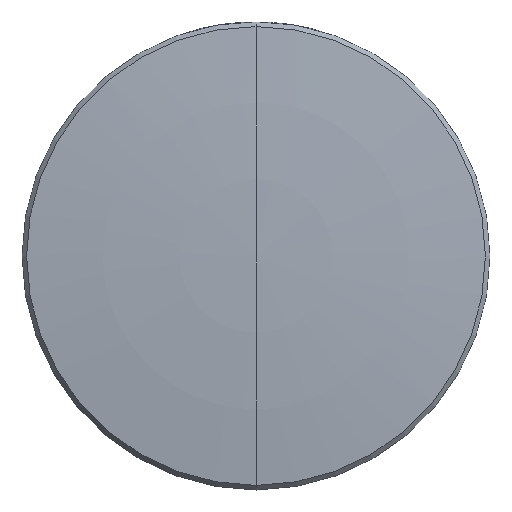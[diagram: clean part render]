
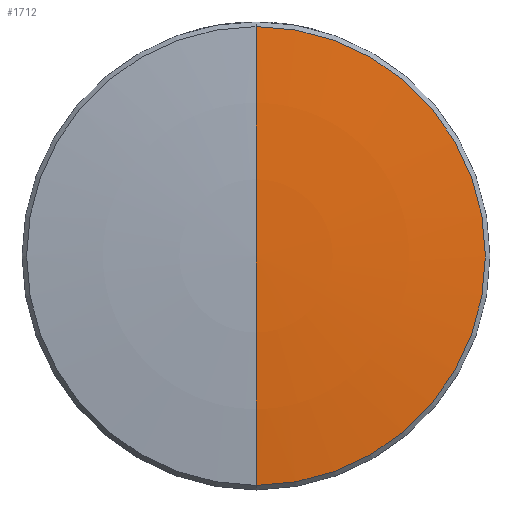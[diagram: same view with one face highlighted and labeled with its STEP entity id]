
A CAD part, top view. The second image highlights one B-rep face of the part: STEP entity #1712.
In plain terms, the highlighted toroidal (fillet/blend) face has major radius 0.03 mm and minor radius 115.02 mm.
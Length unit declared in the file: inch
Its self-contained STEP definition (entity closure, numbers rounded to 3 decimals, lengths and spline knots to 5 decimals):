
#35 = FACE_OUTER_BOUND ( 'NONE', #748, .T. ) ;
#248 = DIRECTION ( 'NONE',  ( 0., 0., 1. ) ) ;
#339 = CARTESIAN_POINT ( 'NONE',  ( 0., 0., -4.42205 ) ) ;
#349 = VERTEX_POINT ( 'NONE', #1723 ) ;
#397 = CIRCLE ( 'NONE', #2138, 0.49023 ) ;
#597 = ORIENTED_EDGE ( 'NONE', *, *, #1810, .F. ) ;
#599 = CARTESIAN_POINT ( 'NONE',  ( 0., 0., 0.07981 ) ) ;
#607 = AXIS2_PLACEMENT_3D ( 'NONE', #339, #2079, #874 ) ;
#685 = ORIENTED_EDGE ( 'NONE', *, *, #1840, .T. ) ;
#748 = EDGE_LOOP ( 'NONE', ( #597, #685, #866 ) ) ;
#866 = ORIENTED_EDGE ( 'NONE', *, *, #1055, .T. ) ;
#874 = DIRECTION ( 'NONE',  ( 0., 1., 0. ) ) ;
#879 = CARTESIAN_POINT ( 'NONE',  ( 0., 0., 0.1063 ) ) ;
#931 = AXIS2_PLACEMENT_3D ( 'NONE', #1095, #1802, #1294 ) ;
#953 = DIRECTION ( 'NONE',  ( 0., 0., 1. ) ) ;
#965 = DIRECTION ( 'NONE',  ( 0., 1., 0. ) ) ;
#1055 = EDGE_CURVE ( 'NONE', #349, #1636, #397, .T. ) ;
#1095 = CARTESIAN_POINT ( 'NONE',  ( 0., -0.00117, -4.42205 ) ) ;
#1188 = CARTESIAN_POINT ( 'NONE',  ( 0., 0.49023, 0.07981 ) ) ;
#1278 = CARTESIAN_POINT ( 'NONE',  ( 0., 0.00117, -4.42205 ) ) ;
#1294 = DIRECTION ( 'NONE',  ( 0., 1., 0. ) ) ;
#1414 = CIRCLE ( 'NONE', #2264, 4.52835 ) ;
#1636 = VERTEX_POINT ( 'NONE', #1188 ) ;
#1712 = ADVANCED_FACE ( 'NONE', ( #35 ), #2227, .T. ) ;
#1723 = CARTESIAN_POINT ( 'NONE',  ( 0., -0.49023, 0.07981 ) ) ;
#1802 = DIRECTION ( 'NONE',  ( 1., 0., 0. ) ) ;
#1810 = EDGE_CURVE ( 'NONE', #2128, #1636, #1414, .T. ) ;
#1840 = EDGE_CURVE ( 'NONE', #2128, #349, #2088, .T. ) ;
#1964 = DIRECTION ( 'NONE',  ( -1., 0., 0. ) ) ;
#2079 = DIRECTION ( 'NONE',  ( 0., 0., -1. ) ) ;
#2088 = CIRCLE ( 'NONE', #931, 4.52835 ) ;
#2128 = VERTEX_POINT ( 'NONE', #879 ) ;
#2138 = AXIS2_PLACEMENT_3D ( 'NONE', #599, #953, #965 ) ;
#2227 = TOROIDAL_SURFACE ( 'NONE', #607, 0.00117, 4.52835 ) ;
#2264 = AXIS2_PLACEMENT_3D ( 'NONE', #1278, #1964, #248 ) ;
